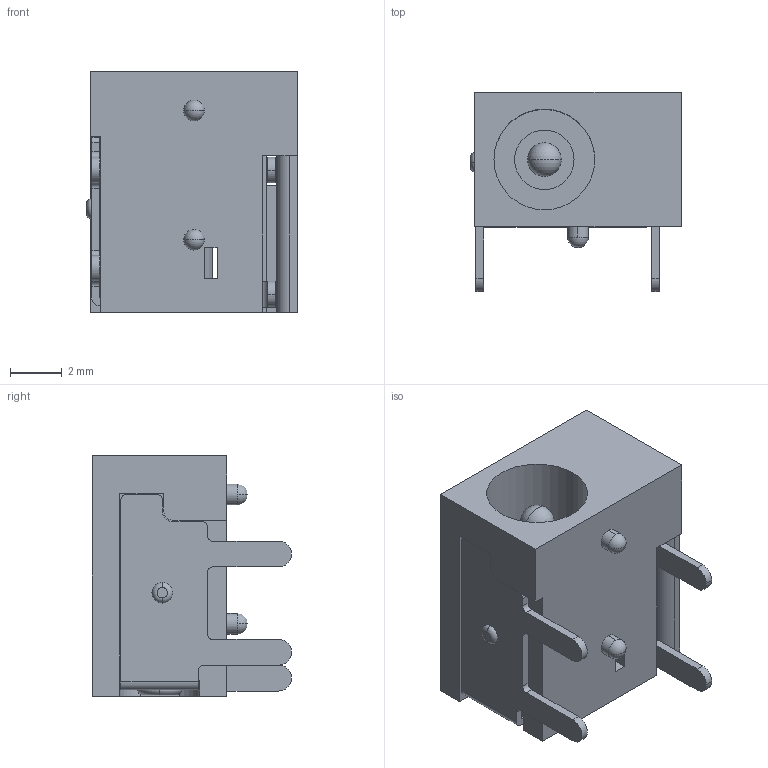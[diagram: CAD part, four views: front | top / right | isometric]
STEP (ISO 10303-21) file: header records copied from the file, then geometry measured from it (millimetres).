
FILE_DESCRIPTION(('STEP AP214'),'1');
FILE_NAME('pj-053dh.stp','2018-08-12T11:11:25',('TraceParts'),('TraceParts S.A.'),'Spatial InterOp 3D',' ',' ');
FILE_SCHEMA(('automotive_design'));
Length unit declared in the file: millimetre
Products named in the file (5): pj-053dh_1; pj-053dh_2; pj-053dh_3; pj-053dh_4; pj-053dh_5
Bounding box: 8.15 x 7.7 x 9.3 mm (x, y, z)
Volume: 244.6 mm3; surface area: 716.8 mm2
Topology: 5 solids, 5 shells, 141 faces, 384 edges, 252 vertices
Faces by surface type: plane 92, cylinder 37, torus 6, sphere 6
Entity records: 5673 total; most frequent: CARTESIAN_POINT 776, DIRECTION 774, ORIENTED_EDGE 756, EDGE_CURVE 378, LINE 274, VECTOR 274, VERTEX_POINT 252, AXIS2_PLACEMENT_3D 250
